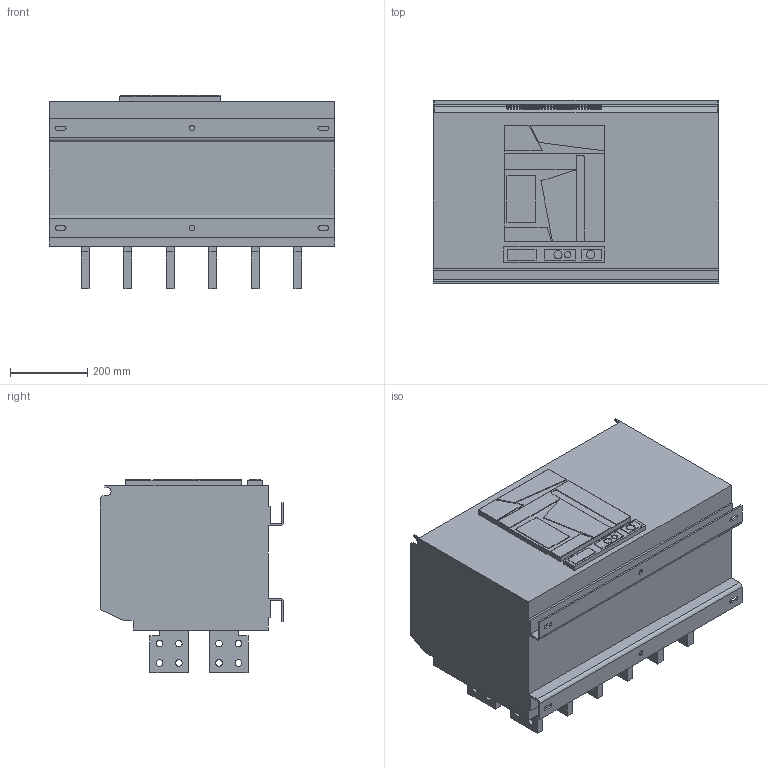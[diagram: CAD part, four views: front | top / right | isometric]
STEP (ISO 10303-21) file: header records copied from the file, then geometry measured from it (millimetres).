
FILE_DESCRIPTION (( 'STEP AP203' ), '1' );
FILE_NAME ('3VH-6300 V.STEP', '2022-12-15T13:51:05', ( '' ), ( '' ), 'SwSTEP 2.0', 'SolidWorks 2022', '' );
FILE_SCHEMA (( 'CONFIG_CONTROL_DESIGN' ));
Length unit declared in the file: millimetre
Products named in the file (1): 3VH-6300 V
Bounding box: 740 x 475 x 500 mm (x, y, z)
Volume: 121175883.5 mm3; surface area: 2161900.1 mm2
Topology: 1 solids, 1 shells, 820 faces, 1997 edges, 1325 vertices
Faces by surface type: plane 574, cylinder 246
Entity records: 24270 total; most frequent: CARTESIAN_POINT 4155, DIRECTION 4123, ORIENTED_EDGE 3994, EDGE_CURVE 1997, VECTOR 1505, LINE 1505, VERTEX_POINT 1325, AXIS2_PLACEMENT_3D 1309
